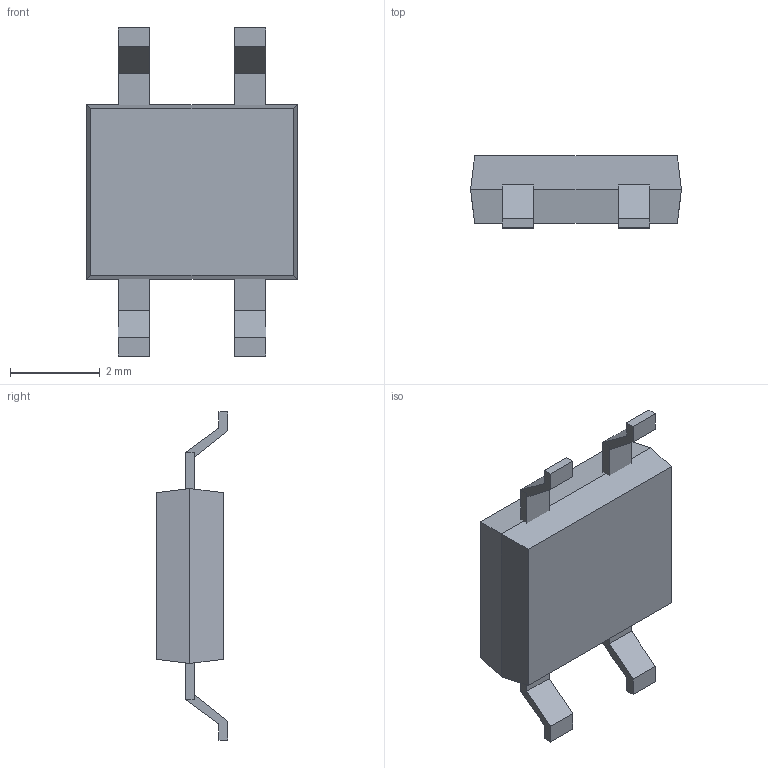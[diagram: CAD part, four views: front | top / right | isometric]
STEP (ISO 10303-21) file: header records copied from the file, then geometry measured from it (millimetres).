
FILE_DESCRIPTION (( 'STEP AP214' ), '1' );
FILE_NAME ('S380.STEP', '2023-03-31T10:35:10', ( '' ), ( '' ), 'SwSTEP 2.0', 'SolidWorks 2021', '' );
FILE_SCHEMA (( 'AUTOMOTIVE_DESIGN' ));
Length unit declared in the file: millimetre
Products named in the file (1): S380
Bounding box: 4.7 x 1.6 x 7.32 mm (x, y, z)
Volume: 28.5 mm3; surface area: 90.7 mm2
Topology: 9 solids, 9 shells, 70 faces, 152 edges, 100 vertices
Faces by surface type: plane 70
Entity records: 2740 total; most frequent: CARTESIAN_POINT 323, ORIENTED_EDGE 304, DIRECTION 294, EDGE_CURVE 152, VECTOR 152, LINE 152, VERTEX_POINT 100, UNCERTAINTY_MEASURE_WITH_UNIT 81
